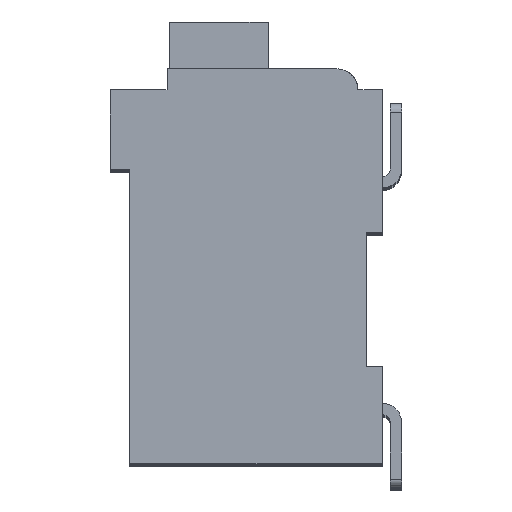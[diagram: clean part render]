
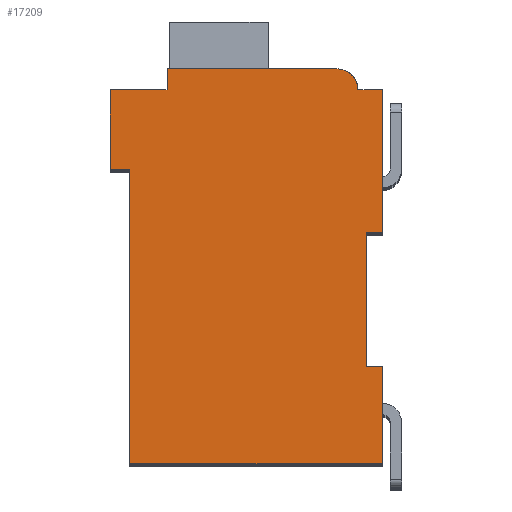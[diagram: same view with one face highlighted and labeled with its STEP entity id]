
A CAD part, top view. The second image highlights one B-rep face of the part: STEP entity #17209.
In plain terms, the highlighted planar face has unit normal (0, 0, 1).
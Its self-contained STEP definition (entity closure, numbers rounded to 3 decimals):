
#5406=DIRECTION('',(1.,0.,0.));
#5407=VECTOR('',#5406,0.5);
#5408=CARTESIAN_POINT('',(7.3,7.15,2.1));
#5409=LINE('',#5408,#5407);
#5410=DIRECTION('',(0.,1.,0.));
#5411=VECTOR('',#5410,4.15);
#5412=CARTESIAN_POINT('',(7.3,3.,2.1));
#5413=LINE('',#5412,#5411);
#5414=DIRECTION('',(-1.,0.,0.));
#5415=VECTOR('',#5414,0.5);
#5416=CARTESIAN_POINT('',(7.8,3.,2.1));
#5417=LINE('',#5416,#5415);
#5418=DIRECTION('',(0.,1.,0.));
#5419=VECTOR('',#5418,3.);
#5420=CARTESIAN_POINT('',(7.8,0.,2.1));
#5421=LINE('',#5420,#5419);
#5422=DIRECTION('',(1.,0.,0.));
#5423=VECTOR('',#5422,7.8);
#5424=CARTESIAN_POINT('',(0.,0.,2.1));
#5425=LINE('',#5424,#5423);
#5426=DIRECTION('',(0.,-1.,0.));
#5427=VECTOR('',#5426,9.1);
#5428=CARTESIAN_POINT('',(0.,9.1,2.1));
#5429=LINE('',#5428,#5427);
#5430=DIRECTION('',(1.,0.,0.));
#5431=VECTOR('',#5430,0.6);
#5432=CARTESIAN_POINT('',(-0.6,9.1,2.1));
#5433=LINE('',#5432,#5431);
#5434=DIRECTION('',(0.,-1.,0.));
#5435=VECTOR('',#5434,2.45);
#5436=CARTESIAN_POINT('',(-0.6,11.55,2.1));
#5437=LINE('',#5436,#5435);
#5438=DIRECTION('',(-1.,0.,0.));
#5439=VECTOR('',#5438,1.75);
#5440=CARTESIAN_POINT('',(1.15,11.55,2.1));
#5441=LINE('',#5440,#5439);
#5442=DIRECTION('',(0.,-1.,0.));
#5443=VECTOR('',#5442,0.65);
#5444=CARTESIAN_POINT('',(1.15,12.2,2.1));
#5445=LINE('',#5444,#5443);
#5446=DIRECTION('',(-1.,0.,0.));
#5447=VECTOR('',#5446,5.25);
#5448=CARTESIAN_POINT('',(6.4,12.2,2.1));
#5449=LINE('',#5448,#5447);
#5450=CARTESIAN_POINT('',(6.4,11.55,2.1));
#5451=DIRECTION('',(0.,0.,1.));
#5452=DIRECTION('',(1.,0.,0.));
#5453=AXIS2_PLACEMENT_3D('',#5450,#5451,#5452);
#5455=DIRECTION('',(-1.,0.,0.));
#5456=VECTOR('',#5455,0.75);
#5457=CARTESIAN_POINT('',(7.8,11.55,2.1));
#5458=LINE('',#5457,#5456);
#5459=DIRECTION('',(0.,1.,0.));
#5460=VECTOR('',#5459,4.4);
#5461=CARTESIAN_POINT('',(7.8,7.15,2.1));
#5462=LINE('',#5461,#5460);
#8399=CARTESIAN_POINT('',(7.3,7.15,2.1));
#8400=CARTESIAN_POINT('',(7.8,7.15,2.1));
#8401=VERTEX_POINT('',#8399);
#8402=VERTEX_POINT('',#8400);
#8403=CARTESIAN_POINT('',(7.8,11.55,2.1));
#8404=VERTEX_POINT('',#8403);
#8405=CARTESIAN_POINT('',(7.05,11.55,2.1));
#8406=VERTEX_POINT('',#8405);
#8407=CARTESIAN_POINT('',(6.4,12.2,2.1));
#8408=VERTEX_POINT('',#8407);
#8409=CARTESIAN_POINT('',(1.15,12.2,2.1));
#8410=VERTEX_POINT('',#8409);
#8411=CARTESIAN_POINT('',(1.15,11.55,2.1));
#8412=VERTEX_POINT('',#8411);
#8413=CARTESIAN_POINT('',(-0.6,11.55,2.1));
#8414=VERTEX_POINT('',#8413);
#8415=CARTESIAN_POINT('',(-0.6,9.1,2.1));
#8416=VERTEX_POINT('',#8415);
#8417=CARTESIAN_POINT('',(0.,9.1,2.1));
#8418=VERTEX_POINT('',#8417);
#8419=CARTESIAN_POINT('',(0.,0.,2.1));
#8420=VERTEX_POINT('',#8419);
#8421=CARTESIAN_POINT('',(7.8,0.,2.1));
#8422=VERTEX_POINT('',#8421);
#8423=CARTESIAN_POINT('',(7.8,3.,2.1));
#8424=VERTEX_POINT('',#8423);
#8425=CARTESIAN_POINT('',(7.3,3.,2.1));
#8426=VERTEX_POINT('',#8425);
#17188=CARTESIAN_POINT('',(0.,0.,2.1));
#17189=DIRECTION('',(0.,0.,1.));
#17190=DIRECTION('',(1.,0.,0.));
#17191=AXIS2_PLACEMENT_3D('',#17188,#17189,#17190);
#17192=PLANE('',#17191);
#17193=ORIENTED_EDGE('',*,*,#11040,.F.);
#17194=ORIENTED_EDGE('',*,*,#11474,.F.);
#17195=ORIENTED_EDGE('',*,*,#14318,.F.);
#17196=ORIENTED_EDGE('',*,*,#14523,.F.);
#17197=ORIENTED_EDGE('',*,*,#14768,.F.);
#17198=ORIENTED_EDGE('',*,*,#15118,.F.);
#17199=ORIENTED_EDGE('',*,*,#15240,.F.);
#17200=ORIENTED_EDGE('',*,*,#15481,.F.);
#17201=ORIENTED_EDGE('',*,*,#15769,.F.);
#17202=ORIENTED_EDGE('',*,*,#16198,.F.);
#17203=ORIENTED_EDGE('',*,*,#16528,.F.);
#17204=ORIENTED_EDGE('',*,*,#15820,.F.);
#17205=ORIENTED_EDGE('',*,*,#16069,.F.);
#17206=ORIENTED_EDGE('',*,*,#11369,.F.);
#17207=EDGE_LOOP('',(#17193,#17194,#17195,#17196,#17197,#17198,#17199,#17200,
#17201,#17202,#17203,#17204,#17205,#17206));
#17208=FACE_OUTER_BOUND('',#17207,.F.);
#5454=CIRCLE('',#5453,0.65);
#11040=EDGE_CURVE('',#8401,#8402,#5409,.T.);
#11369=EDGE_CURVE('',#8402,#8404,#5462,.T.);
#11474=EDGE_CURVE('',#8426,#8401,#5413,.T.);
#14318=EDGE_CURVE('',#8424,#8426,#5417,.T.);
#14523=EDGE_CURVE('',#8422,#8424,#5421,.T.);
#14768=EDGE_CURVE('',#8420,#8422,#5425,.T.);
#15118=EDGE_CURVE('',#8418,#8420,#5429,.T.);
#15240=EDGE_CURVE('',#8416,#8418,#5433,.T.);
#15481=EDGE_CURVE('',#8414,#8416,#5437,.T.);
#15769=EDGE_CURVE('',#8412,#8414,#5441,.T.);
#15820=EDGE_CURVE('',#8406,#8408,#5454,.T.);
#16069=EDGE_CURVE('',#8404,#8406,#5458,.T.);
#16198=EDGE_CURVE('',#8410,#8412,#5445,.T.);
#16528=EDGE_CURVE('',#8408,#8410,#5449,.T.);
#17209=ADVANCED_FACE('',(#17208),#17192,.T.);
